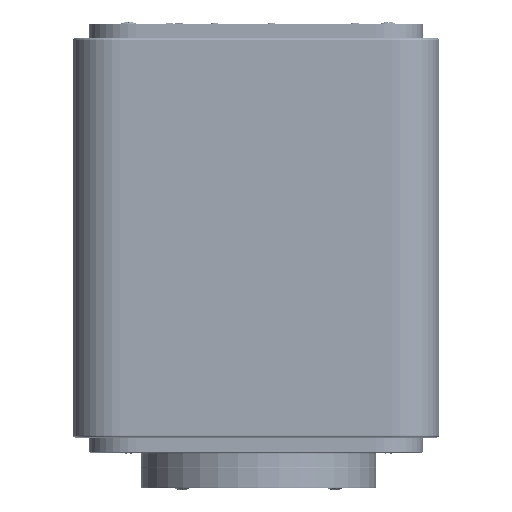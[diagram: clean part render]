
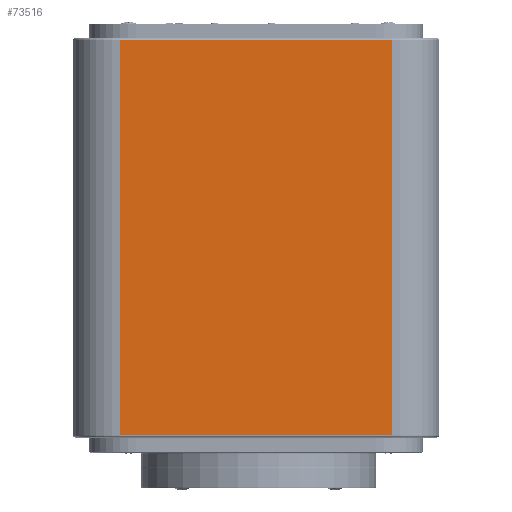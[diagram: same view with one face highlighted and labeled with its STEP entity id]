
A CAD part, left-side view. The second image highlights one B-rep face of the part: STEP entity #73516.
In plain terms, the highlighted planar face has unit normal (-1, 0, 0).
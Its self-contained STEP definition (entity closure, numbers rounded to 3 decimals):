
#1416 = EDGE_CURVE ( 'NONE', #227649, #202147, #296042, .T. ) ;
#6661 = CARTESIAN_POINT ( 'NONE',  ( -32.5, 29.5, -15.84 ) ) ;
#32396 = ORIENTED_EDGE ( 'NONE', *, *, #1416, .T. ) ;
#35581 = LINE ( 'NONE', #276085, #282181 ) ;
#40540 = CARTESIAN_POINT ( 'NONE',  ( -32.5, 29.5, 68.16 ) ) ;
#48972 = ORIENTED_EDGE ( 'NONE', *, *, #111700, .T. ) ;
#73516 = ADVANCED_FACE ( 'NONE', ( #199937 ), #289616, .F. ) ;
#83058 = ORIENTED_EDGE ( 'NONE', *, *, #111645, .T. ) ;
#93423 = VECTOR ( 'NONE', #127280, 1000. ) ;
#98693 = CARTESIAN_POINT ( 'NONE',  ( -32.5, -28.5, 172.993 ) ) ;
#106330 = CARTESIAN_POINT ( 'NONE',  ( -32.5, -28.5, 68.16 ) ) ;
#111645 = EDGE_CURVE ( 'NONE', #333763, #216186, #345247, .T. ) ;
#111700 = EDGE_CURVE ( 'NONE', #202147, #333763, #35581, .T. ) ;
#125513 = LINE ( 'NONE', #219251, #359238 ) ;
#127280 = DIRECTION ( 'NONE',  ( 0., 0., 1. ) ) ;
#140787 = CARTESIAN_POINT ( 'NONE',  ( -32.5, -39., 172.993 ) ) ;
#167962 = EDGE_CURVE ( 'NONE', #216186, #227649, #125513, .T. ) ;
#169371 = DIRECTION ( 'NONE',  ( 1., 0., 0. ) ) ;
#199937 = FACE_OUTER_BOUND ( 'NONE', #314240, .T. ) ;
#202147 = VERTEX_POINT ( 'NONE', #6661 ) ;
#216186 = VERTEX_POINT ( 'NONE', #106330 ) ;
#219251 = CARTESIAN_POINT ( 'NONE',  ( -32.5, 29.5, 68.16 ) ) ;
#225971 = CARTESIAN_POINT ( 'NONE',  ( -32.5, -28.5, -15.84 ) ) ;
#227649 = VERTEX_POINT ( 'NONE', #40540 ) ;
#276085 = CARTESIAN_POINT ( 'NONE',  ( -32.5, -39., -15.84 ) ) ;
#282181 = VECTOR ( 'NONE', #402376, 1000. ) ;
#289616 = PLANE ( 'NONE',  #347328 ) ;
#290011 = CARTESIAN_POINT ( 'NONE',  ( -32.5, 29.5, 172.993 ) ) ;
#296042 = LINE ( 'NONE', #290011, #392471 ) ;
#314240 = EDGE_LOOP ( 'NONE', ( #83058, #370604, #32396, #48972 ) ) ;
#333763 = VERTEX_POINT ( 'NONE', #225971 ) ;
#343503 = DIRECTION ( 'NONE',  ( 0., 1., 0. ) ) ;
#345247 = LINE ( 'NONE', #98693, #93423 ) ;
#347328 = AXIS2_PLACEMENT_3D ( 'NONE', #140787, #169371, #352733 ) ;
#351095 = DIRECTION ( 'NONE',  ( 0., 0., -1. ) ) ;
#352733 = DIRECTION ( 'NONE',  ( 0., 0., -1. ) ) ;
#359238 = VECTOR ( 'NONE', #343503, 1000. ) ;
#370604 = ORIENTED_EDGE ( 'NONE', *, *, #167962, .T. ) ;
#392471 = VECTOR ( 'NONE', #351095, 1000. ) ;
#402376 = DIRECTION ( 'NONE',  ( 0., -1., 0. ) ) ;
